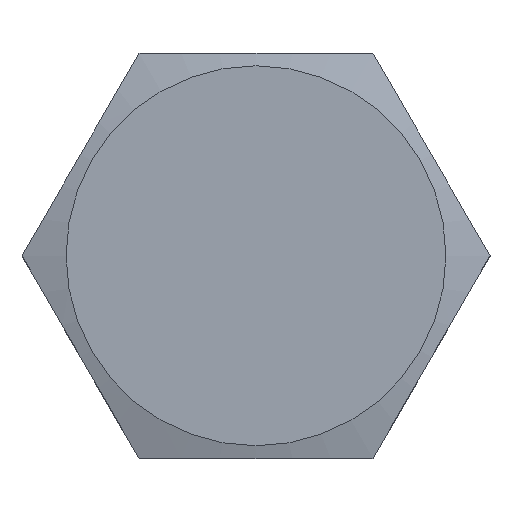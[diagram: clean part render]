
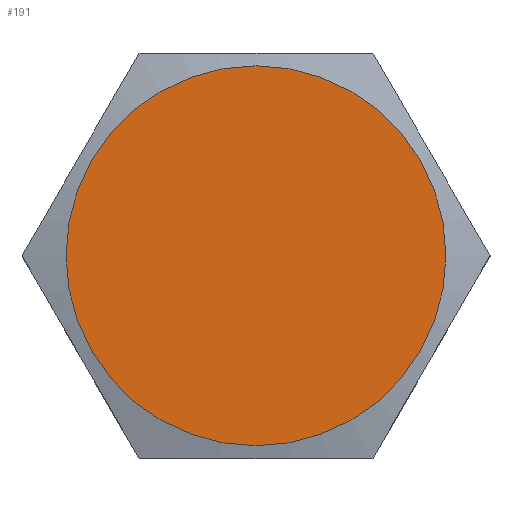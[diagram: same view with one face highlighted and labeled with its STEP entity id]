
A CAD part, top view. The second image highlights one B-rep face of the part: STEP entity #191.
In plain terms, the highlighted planar face has unit normal (0, 0, 1).
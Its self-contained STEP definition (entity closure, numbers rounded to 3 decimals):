
#25=CIRCLE('',#205,7.5);
#41=FACE_OUTER_BOUND('',#59,.T.);
#59=EDGE_LOOP('',(#169));
#100=VERTEX_POINT('',#322);
#119=EDGE_CURVE('',#100,#100,#25,.T.);
#169=ORIENTED_EDGE('',*,*,#119,.T.);
#178=PLANE('',#211);
#191=ADVANCED_FACE('',(#41),#178,.T.);
#205=AXIS2_PLACEMENT_3D('',#323,#238,#239);
#211=AXIS2_PLACEMENT_3D('',#333,#254,#255);
#238=DIRECTION('center_axis',(0.,0.,1.));
#239=DIRECTION('ref_axis',(-1.,0.,0.));
#254=DIRECTION('center_axis',(0.,0.,1.));
#255=DIRECTION('ref_axis',(1.,0.,0.));
#322=CARTESIAN_POINT('',(-7.5,0.,11.));
#323=CARTESIAN_POINT('Origin',(0.,0.,11.));
#333=CARTESIAN_POINT('Origin',(0.,0.,11.));
